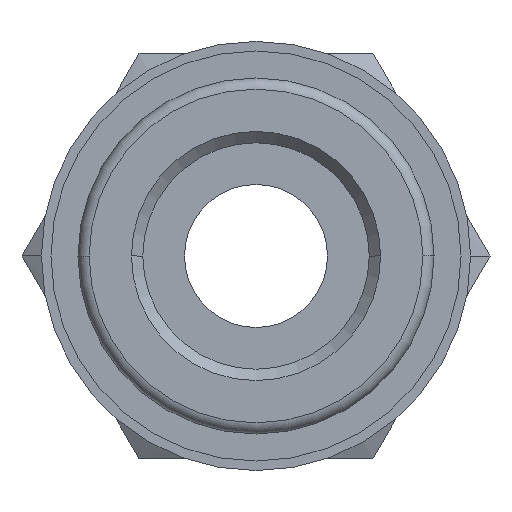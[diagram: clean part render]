
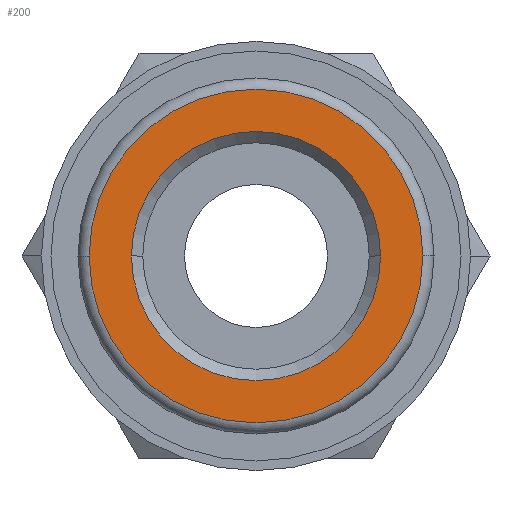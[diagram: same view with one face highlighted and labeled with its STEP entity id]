
A CAD part, front view. The second image highlights one B-rep face of the part: STEP entity #200.
In plain terms, the highlighted planar face has unit normal (0, -1, 0).
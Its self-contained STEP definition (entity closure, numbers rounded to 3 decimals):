
#200=ADVANCED_FACE('',(#418,#419),#420,.T.);
#418=FACE_BOUND('',#641,.T.);
#419=FACE_OUTER_BOUND('',#642,.T.);
#420=PLANE('',#643);
#641=EDGE_LOOP('',(#1126,#1127));
#642=EDGE_LOOP('',(#1128,#1129));
#643=AXIS2_PLACEMENT_3D('',#1130,#1131,#1132);
#1126=ORIENTED_EDGE('',*,*,#1412,.T.);
#1127=ORIENTED_EDGE('',*,*,#1278,.T.);
#1128=ORIENTED_EDGE('',*,*,#1259,.T.);
#1129=ORIENTED_EDGE('',*,*,#1426,.T.);
#1130=CARTESIAN_POINT('',(0.0,0.0,0.0));
#1131=DIRECTION('',(0.0,-1.0,0.0));
#1132=DIRECTION('',(-1.0,0.0,0.0));
#1259=EDGE_CURVE('',#1479,#1484,#1486,.T.);
#1278=EDGE_CURVE('',#1513,#1517,#1519,.T.);
#1412=EDGE_CURVE('',#1517,#1513,#1701,.T.);
#1426=EDGE_CURVE('',#1484,#1479,#1718,.T.);
#1479=VERTEX_POINT('',#1789);
#1484=VERTEX_POINT('',#1795);
#1486=CIRCLE('',#1798,7.0);
#1513=VERTEX_POINT('',#1829);
#1517=VERTEX_POINT('',#1834);
#1519=CIRCLE('',#1837,5.225);
#1701=CIRCLE('',#2250,5.225);
#1718=CIRCLE('',#2291,7.0);
#1789=CARTESIAN_POINT('',(7.0,0.0,0.0));
#1795=CARTESIAN_POINT('',(-7.0,0.0,0.));
#1798=AXIS2_PLACEMENT_3D('',#2365,#2366,#2367);
#1829=CARTESIAN_POINT('',(5.225,0.0,0.));
#1834=CARTESIAN_POINT('',(-5.225,0.0,0.));
#1837=AXIS2_PLACEMENT_3D('',#2398,#2399,#2400);
#2250=AXIS2_PLACEMENT_3D('',#2576,#2577,#2578);
#2291=AXIS2_PLACEMENT_3D('',#2593,#2594,#2595);
#2365=CARTESIAN_POINT('',(0.0,0.0,0.0));
#2366=DIRECTION('',(0.0,-1.0,0.0));
#2367=DIRECTION('',(1.0,0.0,0.0));
#2398=CARTESIAN_POINT('',(0.0,0.0,0.0));
#2399=DIRECTION('',(-0.0,1.0,0.0));
#2400=DIRECTION('',(1.0,0.0,0.0));
#2576=CARTESIAN_POINT('',(0.0,0.0,0.0));
#2577=DIRECTION('',(-0.0,1.0,0.0));
#2578=DIRECTION('',(1.0,0.0,0.0));
#2593=CARTESIAN_POINT('',(0.0,0.0,0.0));
#2594=DIRECTION('',(0.0,-1.0,0.0));
#2595=DIRECTION('',(1.0,0.0,0.0));
